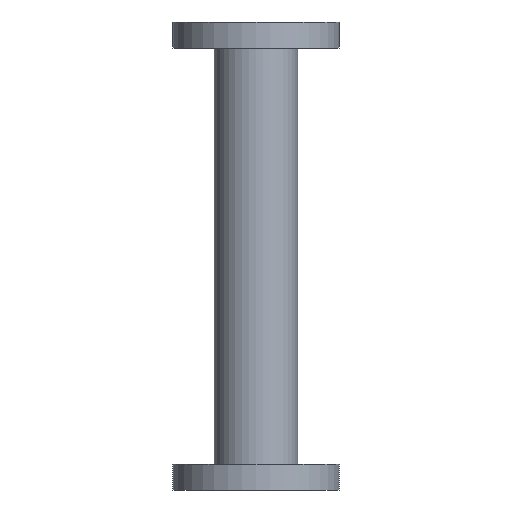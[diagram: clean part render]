
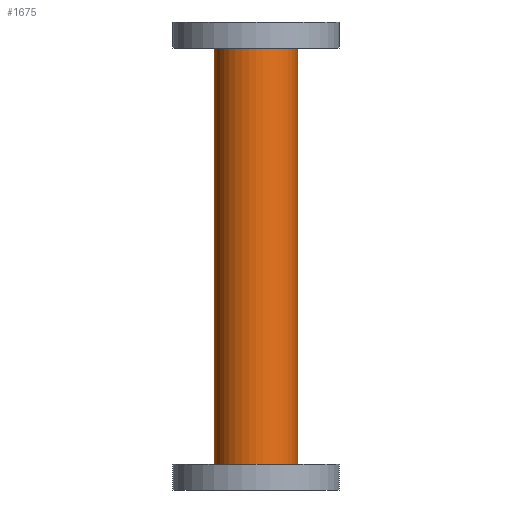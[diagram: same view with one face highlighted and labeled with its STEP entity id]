
A CAD part, front view. The second image highlights one B-rep face of the part: STEP entity #1675.
In plain terms, the highlighted cylindrical face has radius 40 mm (diameter 80 mm), a full revolution.
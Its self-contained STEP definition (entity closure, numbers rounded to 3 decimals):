
#1291=CARTESIAN_POINT('',(40.,0.,425.));
#1292=VERTEX_POINT('',#1291);
#1293=CARTESIAN_POINT('',(-40.,0.,425.));
#1294=VERTEX_POINT('',#1293);
#1295=CARTESIAN_POINT('',(0.,0.,425.));
#1296=DIRECTION('',(1.,0.,0.));
#1297=DIRECTION('',(0.,0.,1.));
#1298=AXIS2_PLACEMENT_3D('',#1295,#1297,#1296);
#1299=CIRCLE('',#1298,40.);
#1300=EDGE_CURVE('',#1292,#1294,#1299,.T.);
#1302=CARTESIAN_POINT('',(0.,0.,425.));
#1303=DIRECTION('',(-1.,0.,0.));
#1304=DIRECTION('',(0.,0.,1.));
#1305=AXIS2_PLACEMENT_3D('',#1302,#1304,#1303);
#1306=CIRCLE('',#1305,40.);
#1307=EDGE_CURVE('',#1294,#1292,#1306,.T.);
#1641=CARTESIAN_POINT('',(0.,0.,25.));
#1642=DIRECTION('',(-1.,0.,0.));
#1643=DIRECTION('',(0.,0.,1.));
#1644=AXIS2_PLACEMENT_3D('',#1641,#1643,#1642);
#1645=CYLINDRICAL_SURFACE('',#1644,40.);
#1646=ORIENTED_EDGE('',*,*,#1307,.F.);
#1647=CARTESIAN_POINT('',(-40.,0.,25.));
#1648=VERTEX_POINT('',#1647);
#1649=CARTESIAN_POINT('',(-40.,0.,425.));
#1650=DIRECTION('',(0.,0.,-1.));
#1651=VECTOR('',#1650,400.);
#1652=LINE('',#1649,#1651);
#1653=EDGE_CURVE('',#1294,#1648,#1652,.T.);
#1654=ORIENTED_EDGE('E142',*,*,#1653,.T.);
#1655=CARTESIAN_POINT('',(40.,0.,25.));
#1656=VERTEX_POINT('',#1655);
#1657=CARTESIAN_POINT('',(0.,0.,25.));
#1658=DIRECTION('',(-1.,0.,0.));
#1659=DIRECTION('',(0.,0.,1.));
#1660=AXIS2_PLACEMENT_3D('',#1657,#1659,#1658);
#1661=CIRCLE('',#1660,40.);
#1662=EDGE_CURVE('',#1648,#1656,#1661,.T.);
#1663=ORIENTED_EDGE('E143',*,*,#1662,.T.);
#1664=CARTESIAN_POINT('',(0.,0.,25.));
#1665=DIRECTION('',(1.,0.,0.));
#1666=DIRECTION('',(0.,0.,1.));
#1667=AXIS2_PLACEMENT_3D('',#1664,#1666,#1665);
#1668=CIRCLE('',#1667,40.);
#1669=EDGE_CURVE('',#1656,#1648,#1668,.T.);
#1670=ORIENTED_EDGE('E144',*,*,#1669,.T.);
#1671=ORIENTED_EDGE('E144',*,*,#1653,.F.);
#1672=ORIENTED_EDGE('E144',*,*,#1300,.F.);
#1673=EDGE_LOOP('',(#1646,#1654,#1663,#1670,#1671,#1672));
#1674=FACE_OUTER_BOUND('',#1673,.T.);
#1675=ADVANCED_FACE('F41',(#1674),#1645,.T.);
